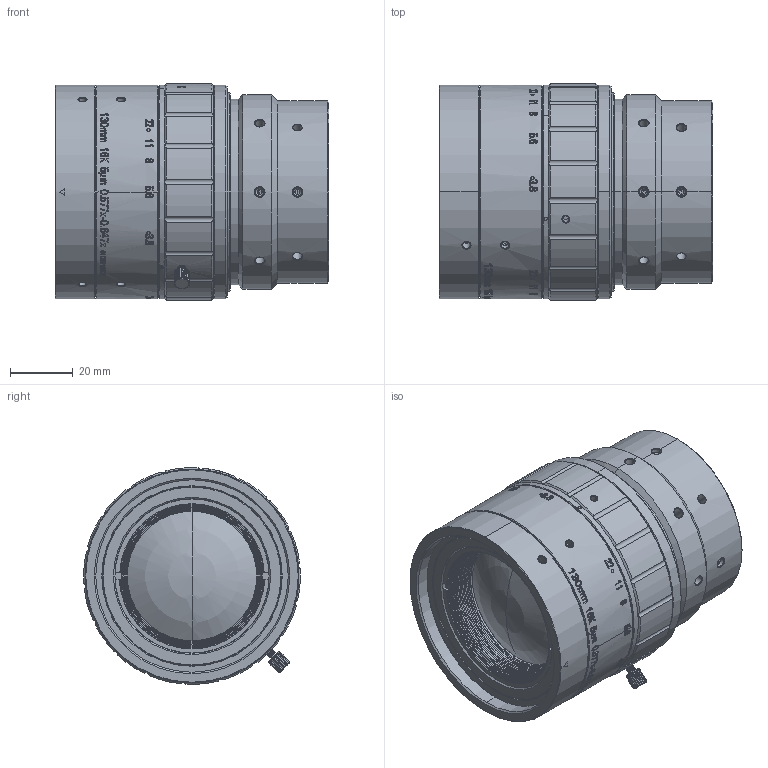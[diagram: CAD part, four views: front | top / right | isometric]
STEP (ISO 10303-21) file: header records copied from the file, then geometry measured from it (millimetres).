
FILE_DESCRIPTION((''),'2;1');
FILE_NAME('PLS16060APO-B1_ASM_ASM','2022-12-30T',('Administrator'),(''),'PRO/ENGINEER BY PARAMETRIC TECHNOLOGY CORPORATION, 2014320','PRO/ENGINEER BY PARAMETRIC TECHNOLOGY CORPORATION, 2014320','');
FILE_SCHEMA(('CONFIG_CONTROL_DESIGN'));
Length unit declared in the file: millimetre
Products named in the file (34): V410052A-601_20_AF0; CS800_39SGE7_800_2_AF0; MANIFOLD_SOLID_BREP_31247_AF0; MANIFOLD_SOLID_BREP_31667_AF0; MANIFOLD_SOLID_BREP_31937_AF0; MANIFOLD_SOLID_BREP_32207_AF0; MANIFOLD_SOLID_BREP_32627_AF0; MANIFOLD_SOLID_BREP_32897_AF0; V410052A-G_2_AF0_ASM; V410052A-602_9_AF0; V410052A-603_17_AF0; V410052A-604_11; V410052A-605_6_AF0; V410052A-605_6; V410052A-606_4_AF0; V410052A-606_4_AF1; V410052A-607_4_AF0; V410052A-607_4_AF1; V410052A-608_4_AF0; V410052A-608_4_AF1; V410052A-609_6; M3X3_1; JIMILUOSIM2X2_1; JIMILUOSIM2X2_1_AF0; JIMILUOSIM2X2_1_AF1; JIMILUOSIM2X2_1_AF2; JIMILUOSIM2X2_1_AF3; JIMILUOSIM2X2_1_AF4; JIMILUOSIM2X2_1_AF5; JIMILUOSIM2X2_1_AF6; JIMILUOSIM2X2_1_AF7; M2_5X6_1_AF0; PLS16060APO-B1_ASM_23_AF0_ASM; PLS16060APO-B1_ASM_ASM
Assembly tree (46 placements, depth 4):
  PLS16060APO-B1_ASM_ASM
    PLS16060APO-B1_ASM_23_AF0_ASM
      V410052A-601_20_AF0
      CS800_39SGE7_800_2_AF0
      V410052A-G_2_AF0_ASM
        MANIFOLD_SOLID_BREP_31247_AF0
        MANIFOLD_SOLID_BREP_31667_AF0
        MANIFOLD_SOLID_BREP_31937_AF0
        MANIFOLD_SOLID_BREP_32207_AF0
        MANIFOLD_SOLID_BREP_32627_AF0
        MANIFOLD_SOLID_BREP_32897_AF0
      V410052A-602_9_AF0
      V410052A-603_17_AF0
      V410052A-604_11
      V410052A-605_6_AF0
      V410052A-605_6
      V410052A-606_4_AF0
      V410052A-606_4_AF1
      V410052A-607_4_AF0
      V410052A-607_4_AF1
      V410052A-608_4_AF0
      V410052A-608_4_AF1
      V410052A-609_6  x2
      M3X3_1  x6
      JIMILUOSIM2X2_1  x8
      JIMILUOSIM2X2_1_AF0
      JIMILUOSIM2X2_1_AF1
      JIMILUOSIM2X2_1_AF2
      JIMILUOSIM2X2_1_AF3
      JIMILUOSIM2X2_1_AF4
      JIMILUOSIM2X2_1_AF5
      JIMILUOSIM2X2_1_AF6
      JIMILUOSIM2X2_1_AF7
      M2_5X6_1_AF0
Bounding box: 87.07 x 68.97 x 68.93 mm (x, y, z)
Volume: 157504.3 mm3; surface area: 80072.5 mm2
Topology: 35 solids, 38 shells, 2544 faces, 6481 edges, 4116 vertices
Faces by surface type: plane 800, extrusion 708, cylinder 560, cone 326, bspline 142, sphere 8
Entity records: 91230 total; most frequent: CARTESIAN_POINT 39342, ORIENTED_EDGE 11506, DIRECTION 8570, EDGE_CURVE 5759, VERTEX_POINT 3713, VECTOR 3022, B_SPLINE_CURVE_WITH_KNOTS 2894, AXIS2_PLACEMENT_3D 2774
